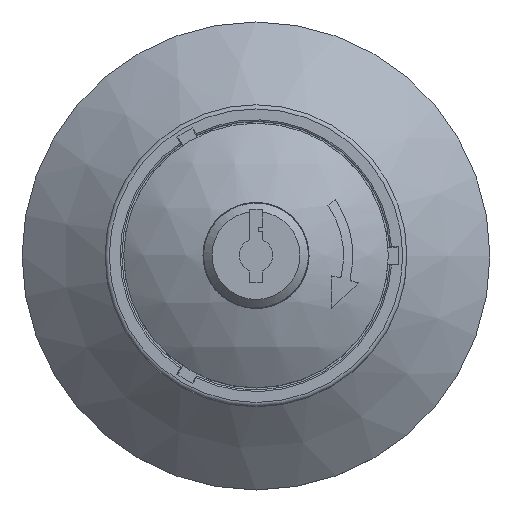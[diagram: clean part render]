
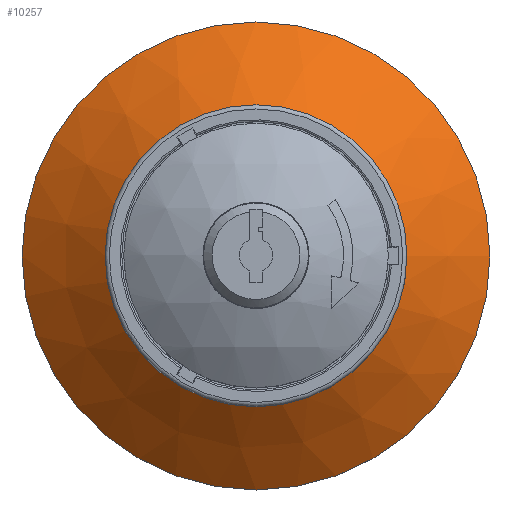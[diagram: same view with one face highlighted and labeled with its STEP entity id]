
A CAD part, top view. The second image highlights one B-rep face of the part: STEP entity #10257.
In plain terms, the highlighted conical face has half-angle 50 degrees and reference radius 22.95 mm.
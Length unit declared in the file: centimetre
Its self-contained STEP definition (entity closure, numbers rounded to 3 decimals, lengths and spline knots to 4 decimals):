
#261=CONICAL_SURFACE('',#11272,2.295,50.);
#2175=FACE_BOUND('',#3220,.T.);
#2583=FACE_OUTER_BOUND('',#3219,.T.);
#3219=EDGE_LOOP('',(#8551));
#3220=EDGE_LOOP('',(#8552));
#3833=CIRCLE('',#11271,1.8);
#3834=CIRCLE('',#11273,2.79);
#4718=VERTEX_POINT('',#17875);
#4719=VERTEX_POINT('',#17878);
#6076=EDGE_CURVE('',#4718,#4718,#3833,.T.);
#6077=EDGE_CURVE('',#4719,#4719,#3834,.T.);
#8551=ORIENTED_EDGE('',*,*,#6077,.F.);
#8552=ORIENTED_EDGE('',*,*,#6076,.T.);
#10257=ADVANCED_FACE('',(#2583,#2175),#261,.T.);
#11271=AXIS2_PLACEMENT_3D('',#17876,#13791,#13792);
#11272=AXIS2_PLACEMENT_3D('',#17877,#13793,#13794);
#11273=AXIS2_PLACEMENT_3D('',#17879,#13795,#13796);
#13791=DIRECTION('center_axis',(0.,0.,
-1.));
#13792=DIRECTION('ref_axis',(1.,0.,0.));
#13793=DIRECTION('center_axis',(0.,0.,
-1.));
#13794=DIRECTION('ref_axis',(1.,0.,0.));
#13795=DIRECTION('center_axis',(0.,0.,
-1.));
#13796=DIRECTION('ref_axis',(1.,0.,0.));
#17875=CARTESIAN_POINT('',(1.8,0.,2.825));
#17876=CARTESIAN_POINT('Origin',(0.,0.,
2.825));
#17877=CARTESIAN_POINT('Origin',(0.,0.,
2.4096));
#17878=CARTESIAN_POINT('',(2.79,0.,1.9943));
#17879=CARTESIAN_POINT('Origin',(0.,0.,
1.9943));
